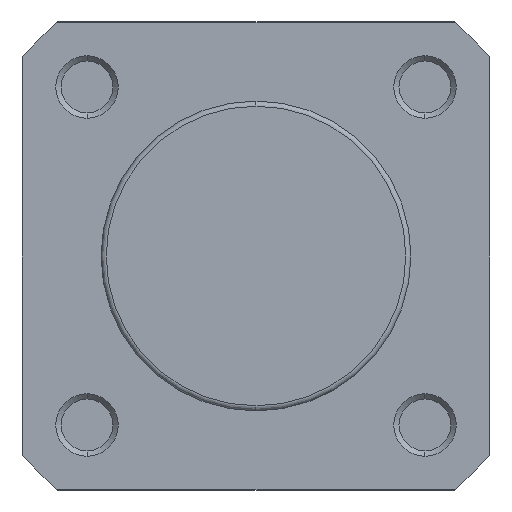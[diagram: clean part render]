
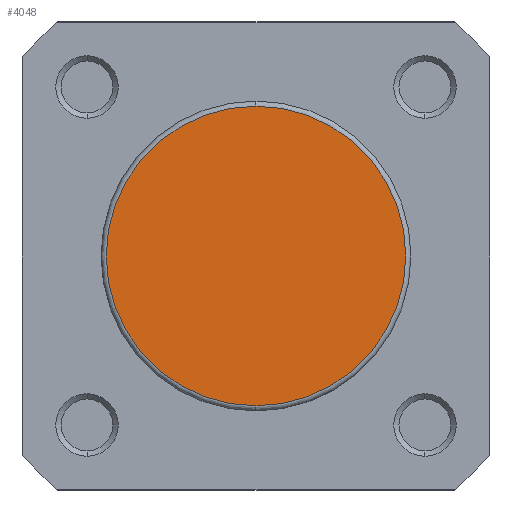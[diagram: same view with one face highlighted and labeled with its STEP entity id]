
A CAD part, left-side view. The second image highlights one B-rep face of the part: STEP entity #4048.
In plain terms, the highlighted planar face has unit normal (-1, 0, 0).
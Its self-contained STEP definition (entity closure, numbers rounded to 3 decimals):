
#511 = EDGE_LOOP ( 'NONE', ( #1321, #1322 ) ) ;
#1321 = ORIENTED_EDGE ( 'NONE', *, *, #1832, .T. ) ;
#1322 = ORIENTED_EDGE ( 'NONE', *, *, #1888, .T. ) ;
#1832 = EDGE_CURVE ( 'NONE', #2457, #2455, #2900, .T. ) ;
#1888 = EDGE_CURVE ( 'NONE', #2455, #2457, #2986, .T. ) ;
#1933 = AXIS2_PLACEMENT_3D ( 'NONE', #3767, #3768, #3769 ) ;
#1956 = AXIS2_PLACEMENT_3D ( 'NONE', #3997, #4011, #4012 ) ;
#2133 = AXIS2_PLACEMENT_3D ( 'NONE', #5018, #5020, #5021 ) ;
#2455 = VERTEX_POINT ( 'NONE', #4303 ) ;
#2457 = VERTEX_POINT ( 'NONE', #4305 ) ;
#2900 = CIRCLE ( 'NONE', #1933, 14.4 ) ;
#2986 = CIRCLE ( 'NONE', #1956, 14.4 ) ;
#3278 = FACE_OUTER_BOUND ( 'NONE', #511, .T. ) ;
#3767 = CARTESIAN_POINT ( 'NONE',  ( 0., 0., 0. ) ) ;
#3768 = DIRECTION ( 'NONE',  ( -1., 0., 0. ) ) ;
#3769 = DIRECTION ( 'NONE',  ( 0., 0., 1. ) ) ;
#3997 = CARTESIAN_POINT ( 'NONE',  ( 0., 0., 0. ) ) ;
#4011 = DIRECTION ( 'NONE',  ( -1., 0., 0. ) ) ;
#4012 = DIRECTION ( 'NONE',  ( 0., 0., 1. ) ) ;
#4048 = ADVANCED_FACE ( 'NONE', ( #3278 ), #5019, .T. ) ;
#4303 = CARTESIAN_POINT ( 'NONE',  ( 0., 0., -14.4 ) ) ;
#4305 = CARTESIAN_POINT ( 'NONE',  ( 0., 0., 14.4 ) ) ;
#5018 = CARTESIAN_POINT ( 'NONE',  ( 0., -14.9, 0. ) ) ;
#5019 = PLANE ( 'NONE',  #2133 ) ;
#5020 = DIRECTION ( 'NONE',  ( -1., 0., 0. ) ) ;
#5021 = DIRECTION ( 'NONE',  ( 0., 0., 1. ) ) ;
